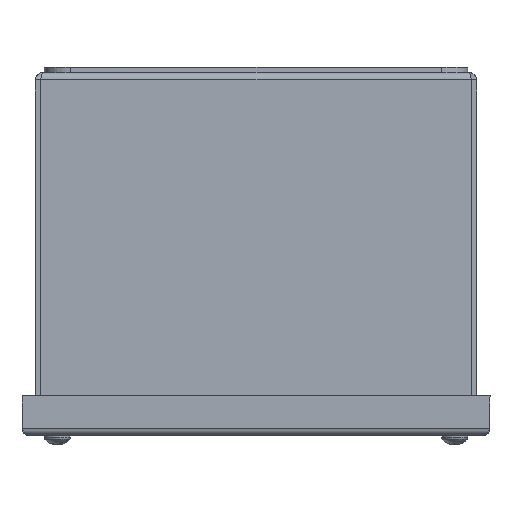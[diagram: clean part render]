
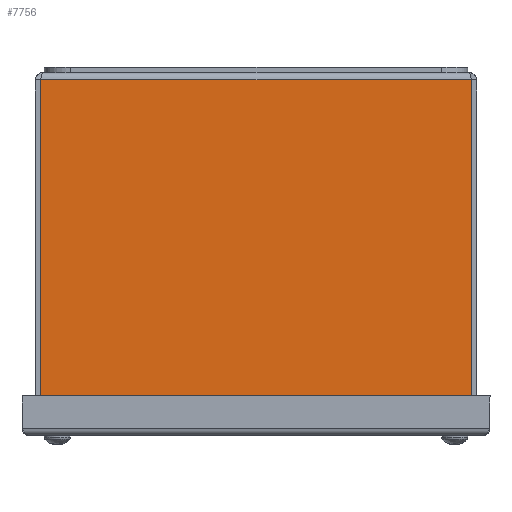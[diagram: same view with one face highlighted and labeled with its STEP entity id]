
A CAD part, front view. The second image highlights one B-rep face of the part: STEP entity #7756.
In plain terms, the highlighted planar face has unit normal (0, -1, 0).
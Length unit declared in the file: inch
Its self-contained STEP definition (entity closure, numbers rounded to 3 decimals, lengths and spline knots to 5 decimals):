
#985=FACE_OUTER_BOUND('',#1461,.T.);
#1461=EDGE_LOOP('',(#6275,#6276,#6277,#6278));
#2168=LINE('',#12933,#2887);
#2178=LINE('',#12958,#2897);
#2179=LINE('',#12960,#2898);
#2180=LINE('',#12961,#2899);
#2887=VECTOR('',#9953,6.10059);
#2897=VECTOR('',#9985,4.5995);
#2898=VECTOR('',#9986,6.10059);
#2899=VECTOR('',#9987,4.5995);
#3560=VERTEX_POINT('',#12930);
#3561=VERTEX_POINT('',#12932);
#3565=VERTEX_POINT('',#12957);
#3566=VERTEX_POINT('',#12959);
#4489=EDGE_CURVE('',#3561,#3560,#2168,.T.);
#4502=EDGE_CURVE('',#3565,#3560,#2178,.T.);
#4503=EDGE_CURVE('',#3565,#3566,#2179,.T.);
#4504=EDGE_CURVE('',#3561,#3566,#2180,.T.);
#6275=ORIENTED_EDGE('',*,*,#4489,.T.);
#6276=ORIENTED_EDGE('',*,*,#4502,.F.);
#6277=ORIENTED_EDGE('',*,*,#4503,.T.);
#6278=ORIENTED_EDGE('',*,*,#4504,.F.);
#7095=PLANE('',#8331);
#7756=ADVANCED_FACE('',(#985),#7095,.F.);
#8331=AXIS2_PLACEMENT_3D('',#12956,#9983,#9984);
#9953=DIRECTION('',(-1.,0.,0.));
#9983=DIRECTION('center_axis',(0.,1.,0.));
#9984=DIRECTION('ref_axis',(1.,0.,0.));
#9985=DIRECTION('',(0.,0.,1.));
#9986=DIRECTION('',(1.,0.,0.));
#9987=DIRECTION('',(0.,0.,-1.));
#12930=CARTESIAN_POINT('',(0.07471,0.,4.70475));
#12932=CARTESIAN_POINT('',(6.17529,0.,4.70475));
#12933=CARTESIAN_POINT('',(4.65015,0.,4.70475));
#12956=CARTESIAN_POINT('Origin',(3.125,0.,2.37622));
#12957=CARTESIAN_POINT('',(0.07471,0.,0.10525));
#12958=CARTESIAN_POINT('',(0.07471,0.,0.10525));
#12959=CARTESIAN_POINT('',(6.17529,0.,0.10525));
#12960=CARTESIAN_POINT('',(3.125,0.,0.10525));
#12961=CARTESIAN_POINT('',(6.17529,0.,0.10525));
